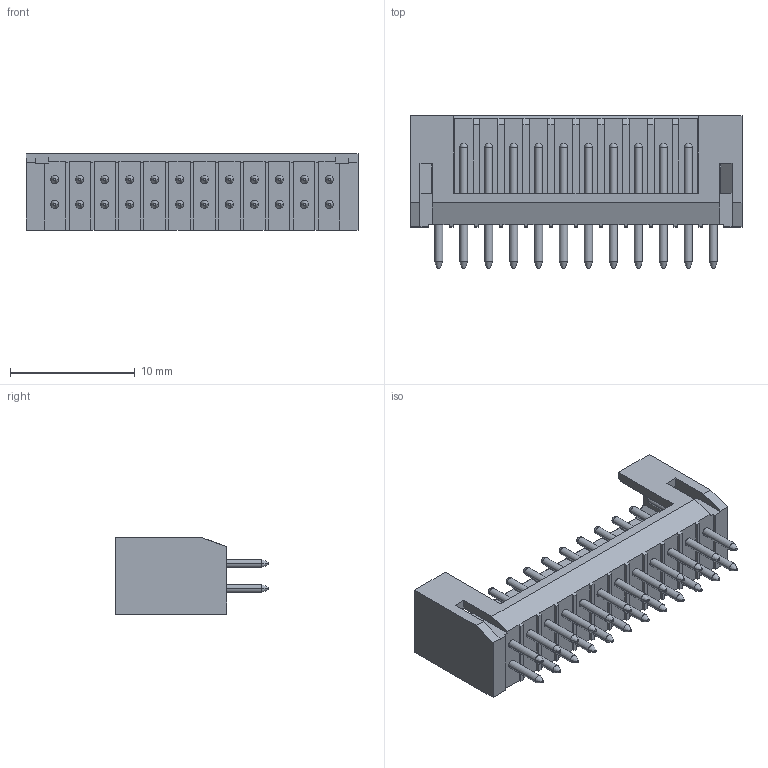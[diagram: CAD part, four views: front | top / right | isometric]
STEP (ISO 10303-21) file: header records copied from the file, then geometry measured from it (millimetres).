
FILE_DESCRIPTION((''),'2;1');
FILE_NAME('F1JL24-S24SD000-01','2025-08-25T',('工程三'),(''),'PRO/ENGINEER BY PARAMETRIC TECHNOLOGY CORPORATION, 2010280','PRO/ENGINEER BY PARAMETRIC TECHNOLOGY CORPORATION, 2010280','');
FILE_SCHEMA(('CONFIG_CONTROL_DESIGN'));
Length unit declared in the file: millimetre
Products named in the file (1): F1JL24-S24SD000-01
Bounding box: 26.6 x 12.2 x 6.1 mm (x, y, z)
Volume: 667.4 mm3; surface area: 1417.8 mm2
Topology: 1 solids, 1 shells, 359 faces, 881 edges, 520 vertices
Faces by surface type: plane 167, cylinder 96, sphere 48, cone 48
Entity records: 10173 total; most frequent: DIRECTION 1839, CARTESIAN_POINT 1712, ORIENTED_EDGE 1666, EDGE_CURVE 833, AXIS2_PLACEMENT_3D 647, VECTOR 545, LINE 545, VERTEX_POINT 520
